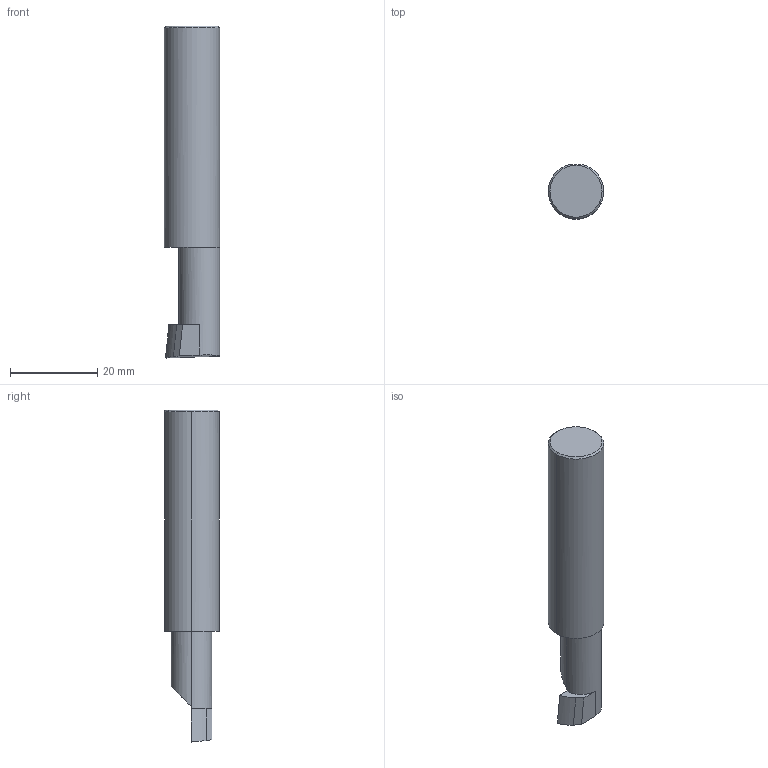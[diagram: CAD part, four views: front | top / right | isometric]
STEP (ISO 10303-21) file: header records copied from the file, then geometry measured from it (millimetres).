
FILE_DESCRIPTION (( 'STEP AP214' ), '1' );
FILE_NAME ('Micro_BB-4901000X.STEP', '2021-09-07T22:50:54', ( '' ), ( '' ), 'SwSTEP 2.0', 'SolidWorks 2020', '' );
FILE_SCHEMA (( 'AUTOMOTIVE_DESIGN' ));
Length unit declared in the file: inch
Products named in the file (1): Micro_BB-4901000X
Bounding box: 12.7 x 12.45 x 76.19 mm (x, y, z)
Volume: 7865.2 mm3; surface area: 2992.5 mm2
Topology: 1 solids, 1 shells, 18 faces, 41 edges, 25 vertices
Faces by surface type: plane 9, cylinder 7, cone 2
Entity records: 548 total; most frequent: CARTESIAN_POINT 112, DIRECTION 83, ORIENTED_EDGE 82, EDGE_CURVE 41, AXIS2_PLACEMENT_3D 30, VERTEX_POINT 25, VECTOR 23, LINE 23
